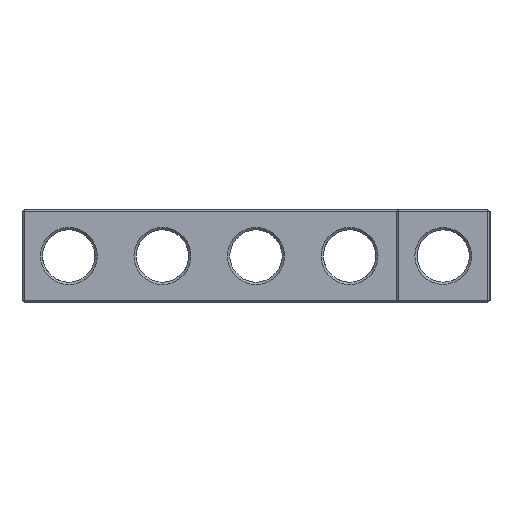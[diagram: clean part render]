
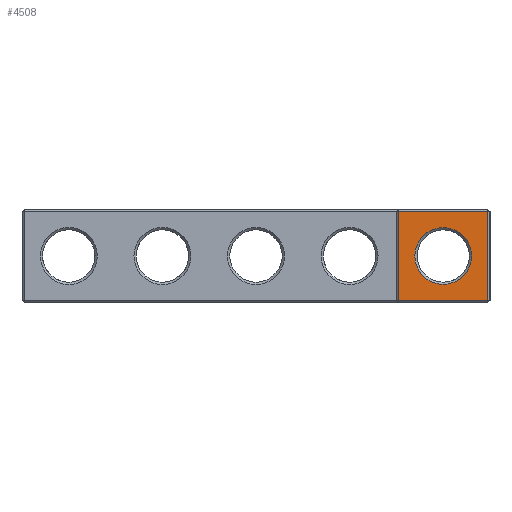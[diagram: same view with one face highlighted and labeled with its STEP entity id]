
A CAD part, left-side view. The second image highlights one B-rep face of the part: STEP entity #4508.
In plain terms, the highlighted planar face has unit normal (-1, 0, 0).
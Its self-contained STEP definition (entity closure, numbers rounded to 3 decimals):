
#326 = PLANE('',#327);
#327 = AXIS2_PLACEMENT_3D('',#328,#329,#330);
#328 = CARTESIAN_POINT('',(-118.6,6.1,0.));
#329 = DIRECTION('',(0.707,-0.707,0.)
  );
#330 = DIRECTION('',(0.,0.,-1.));
#1213 = VERTEX_POINT('',#1214);
#1214 = CARTESIAN_POINT('',(-118.75,5.95,0.3));
#1235 = EDGE_CURVE('',#1213,#1236,#1238,.T.);
#1236 = VERTEX_POINT('',#1237);
#1237 = CARTESIAN_POINT('',(-118.75,5.95,12.2));
#1238 = SURFACE_CURVE('',#1239,(#1243,#1250),.PCURVE_S1.);
#1239 = LINE('',#1240,#1241);
#1240 = CARTESIAN_POINT('',(-118.75,5.95,0.));
#1241 = VECTOR('',#1242,1.);
#1242 = DIRECTION('',(0.,0.,1.));
#1243 = PCURVE('',#326,#1244);
#1244 = DEFINITIONAL_REPRESENTATION('',(#1245),#1249);
#1245 = LINE('',#1246,#1247);
#1246 = CARTESIAN_POINT('',(0.,-0.212));
#1247 = VECTOR('',#1248,1.);
#1248 = DIRECTION('',(-1.,0.));
#1249 = ( GEOMETRIC_REPRESENTATION_CONTEXT(2) 
PARAMETRIC_REPRESENTATION_CONTEXT() REPRESENTATION_CONTEXT('2D SPACE',''
  ) );
#1250 = PCURVE('',#1251,#1256);
#1251 = PLANE('',#1252);
#1252 = AXIS2_PLACEMENT_3D('',#1253,#1254,#1255);
#1253 = CARTESIAN_POINT('',(-118.75,6.25,0.));
#1254 = DIRECTION('',(1.,0.,0.));
#1255 = DIRECTION('',(0.,-1.,0.));
#1256 = DEFINITIONAL_REPRESENTATION('',(#1257),#1261);
#1257 = LINE('',#1258,#1259);
#1258 = CARTESIAN_POINT('',(0.3,0.));
#1259 = VECTOR('',#1260,1.);
#1260 = DIRECTION('',(0.,-1.));
#1261 = ( GEOMETRIC_REPRESENTATION_CONTEXT(2) 
PARAMETRIC_REPRESENTATION_CONTEXT() REPRESENTATION_CONTEXT('2D SPACE',''
  ) );
#1827 = PLANE('',#1828);
#1828 = AXIS2_PLACEMENT_3D('',#1829,#1830,#1831);
#1829 = CARTESIAN_POINT('',(-118.6,6.25,0.15));
#1830 = DIRECTION('',(0.707,0.,0.707)
  );
#1831 = DIRECTION('',(0.,-1.,0.));
#2765 = PLANE('',#2766);
#2766 = AXIS2_PLACEMENT_3D('',#2767,#2768,#2769);
#2767 = CARTESIAN_POINT('',(-118.6,6.25,12.35));
#2768 = DIRECTION('',(-0.707,0.,0.707
    ));
#2769 = DIRECTION('',(0.,-1.,0.));
#4508 = ADVANCED_FACE('',(#4509,#4584),#1251,.F.);
#4509 = FACE_BOUND('',#4510,.F.);
#4510 = EDGE_LOOP('',(#4511,#4541,#4562,#4563));
#4511 = ORIENTED_EDGE('',*,*,#4512,.F.);
#4512 = EDGE_CURVE('',#4513,#4515,#4517,.T.);
#4513 = VERTEX_POINT('',#4514);
#4514 = CARTESIAN_POINT('',(-118.75,-5.95,0.3));
#4515 = VERTEX_POINT('',#4516);
#4516 = CARTESIAN_POINT('',(-118.75,-5.95,12.2));
#4517 = SURFACE_CURVE('',#4518,(#4522,#4529),.PCURVE_S1.);
#4518 = LINE('',#4519,#4520);
#4519 = CARTESIAN_POINT('',(-118.75,-5.95,0.));
#4520 = VECTOR('',#4521,1.);
#4521 = DIRECTION('',(0.,0.,1.));
#4522 = PCURVE('',#1251,#4523);
#4523 = DEFINITIONAL_REPRESENTATION('',(#4524),#4528);
#4524 = LINE('',#4525,#4526);
#4525 = CARTESIAN_POINT('',(12.2,0.));
#4526 = VECTOR('',#4527,1.);
#4527 = DIRECTION('',(0.,-1.));
#4528 = ( GEOMETRIC_REPRESENTATION_CONTEXT(2) 
PARAMETRIC_REPRESENTATION_CONTEXT() REPRESENTATION_CONTEXT('2D SPACE',''
  ) );
#4529 = PCURVE('',#4530,#4535);
#4530 = PLANE('',#4531);
#4531 = AXIS2_PLACEMENT_3D('',#4532,#4533,#4534);
#4532 = CARTESIAN_POINT('',(-118.6,-6.1,0.));
#4533 = DIRECTION('',(-0.707,-0.707,0.
    ));
#4534 = DIRECTION('',(0.,0.,1.));
#4535 = DEFINITIONAL_REPRESENTATION('',(#4536),#4540);
#4536 = LINE('',#4537,#4538);
#4537 = CARTESIAN_POINT('',(0.,0.212));
#4538 = VECTOR('',#4539,1.);
#4539 = DIRECTION('',(1.,0.));
#4540 = ( GEOMETRIC_REPRESENTATION_CONTEXT(2) 
PARAMETRIC_REPRESENTATION_CONTEXT() REPRESENTATION_CONTEXT('2D SPACE',''
  ) );
#4541 = ORIENTED_EDGE('',*,*,#4542,.F.);
#4542 = EDGE_CURVE('',#1213,#4513,#4543,.T.);
#4543 = SURFACE_CURVE('',#4544,(#4548,#4555),.PCURVE_S1.);
#4544 = LINE('',#4545,#4546);
#4545 = CARTESIAN_POINT('',(-118.75,6.25,0.3));
#4546 = VECTOR('',#4547,1.);
#4547 = DIRECTION('',(0.,-1.,0.));
#4548 = PCURVE('',#1251,#4549);
#4549 = DEFINITIONAL_REPRESENTATION('',(#4550),#4554);
#4550 = LINE('',#4551,#4552);
#4551 = CARTESIAN_POINT('',(0.,-0.3));
#4552 = VECTOR('',#4553,1.);
#4553 = DIRECTION('',(1.,0.));
#4554 = ( GEOMETRIC_REPRESENTATION_CONTEXT(2) 
PARAMETRIC_REPRESENTATION_CONTEXT() REPRESENTATION_CONTEXT('2D SPACE',''
  ) );
#4555 = PCURVE('',#1827,#4556);
#4556 = DEFINITIONAL_REPRESENTATION('',(#4557),#4561);
#4557 = LINE('',#4558,#4559);
#4558 = CARTESIAN_POINT('',(0.,-0.212));
#4559 = VECTOR('',#4560,1.);
#4560 = DIRECTION('',(1.,0.));
#4561 = ( GEOMETRIC_REPRESENTATION_CONTEXT(2) 
PARAMETRIC_REPRESENTATION_CONTEXT() REPRESENTATION_CONTEXT('2D SPACE',''
  ) );
#4562 = ORIENTED_EDGE('',*,*,#1235,.T.);
#4563 = ORIENTED_EDGE('',*,*,#4564,.T.);
#4564 = EDGE_CURVE('',#1236,#4515,#4565,.T.);
#4565 = SURFACE_CURVE('',#4566,(#4570,#4577),.PCURVE_S1.);
#4566 = LINE('',#4567,#4568);
#4567 = CARTESIAN_POINT('',(-118.75,6.25,12.2));
#4568 = VECTOR('',#4569,1.);
#4569 = DIRECTION('',(0.,-1.,0.));
#4570 = PCURVE('',#1251,#4571);
#4571 = DEFINITIONAL_REPRESENTATION('',(#4572),#4576);
#4572 = LINE('',#4573,#4574);
#4573 = CARTESIAN_POINT('',(0.,-12.2));
#4574 = VECTOR('',#4575,1.);
#4575 = DIRECTION('',(1.,0.));
#4576 = ( GEOMETRIC_REPRESENTATION_CONTEXT(2) 
PARAMETRIC_REPRESENTATION_CONTEXT() REPRESENTATION_CONTEXT('2D SPACE',''
  ) );
#4577 = PCURVE('',#2765,#4578);
#4578 = DEFINITIONAL_REPRESENTATION('',(#4579),#4583);
#4579 = LINE('',#4580,#4581);
#4580 = CARTESIAN_POINT('',(0.,-0.212));
#4581 = VECTOR('',#4582,1.);
#4582 = DIRECTION('',(1.,0.));
#4583 = ( GEOMETRIC_REPRESENTATION_CONTEXT(2) 
PARAMETRIC_REPRESENTATION_CONTEXT() REPRESENTATION_CONTEXT('2D SPACE',''
  ) );
#4584 = FACE_BOUND('',#4585,.F.);
#4585 = EDGE_LOOP('',(#4586));
#4586 = ORIENTED_EDGE('',*,*,#4587,.T.);
#4587 = EDGE_CURVE('',#4588,#4588,#4590,.T.);
#4588 = VERTEX_POINT('',#4589);
#4589 = CARTESIAN_POINT('',(-118.75,0.,10.04));
#4590 = SURFACE_CURVE('',#4591,(#4596,#4607),.PCURVE_S1.);
#4591 = CIRCLE('',#4592,3.79);
#4592 = AXIS2_PLACEMENT_3D('',#4593,#4594,#4595);
#4593 = CARTESIAN_POINT('',(-118.75,0.,6.25));
#4594 = DIRECTION('',(-1.,0.,0.));
#4595 = DIRECTION('',(0.,0.,1.));
#4596 = PCURVE('',#1251,#4597);
#4597 = DEFINITIONAL_REPRESENTATION('',(#4598),#4606);
#4598 = ( BOUNDED_CURVE() B_SPLINE_CURVE(2,(#4599,#4600,#4601,#4602,
#4603,#4604,#4605),.UNSPECIFIED.,.T.,.F.) B_SPLINE_CURVE_WITH_KNOTS((1,2
    ,2,2,2,1),(-2.094,0.,2.094,4.189,
6.283,8.378),.UNSPECIFIED.) CURVE() 
GEOMETRIC_REPRESENTATION_ITEM() RATIONAL_B_SPLINE_CURVE((1.,0.5,1.,0.5,
1.,0.5,1.)) REPRESENTATION_ITEM('') );
#4599 = CARTESIAN_POINT('',(6.25,-10.04));
#4600 = CARTESIAN_POINT('',(-0.314,-10.04));
#4601 = CARTESIAN_POINT('',(2.968,-4.355));
#4602 = CARTESIAN_POINT('',(6.25,1.33));
#4603 = CARTESIAN_POINT('',(9.532,-4.355));
#4604 = CARTESIAN_POINT('',(12.814,-10.04));
#4605 = CARTESIAN_POINT('',(6.25,-10.04));
#4606 = ( GEOMETRIC_REPRESENTATION_CONTEXT(2) 
PARAMETRIC_REPRESENTATION_CONTEXT() REPRESENTATION_CONTEXT('2D SPACE',''
  ) );
#4607 = PCURVE('',#4608,#4613);
#4608 = CONICAL_SURFACE('',#4609,3.49,0.785);
#4609 = AXIS2_PLACEMENT_3D('',#4610,#4611,#4612);
#4610 = CARTESIAN_POINT('',(-118.45,0.,6.25));
#4611 = DIRECTION('',(-1.,-0.,0.));
#4612 = DIRECTION('',(0.,0.,1.));
#4613 = DEFINITIONAL_REPRESENTATION('',(#4614),#4618);
#4614 = LINE('',#4615,#4616);
#4615 = CARTESIAN_POINT('',(0.,0.3));
#4616 = VECTOR('',#4617,1.);
#4617 = DIRECTION('',(1.,0.));
#4618 = ( GEOMETRIC_REPRESENTATION_CONTEXT(2) 
PARAMETRIC_REPRESENTATION_CONTEXT() REPRESENTATION_CONTEXT('2D SPACE',''
  ) );
